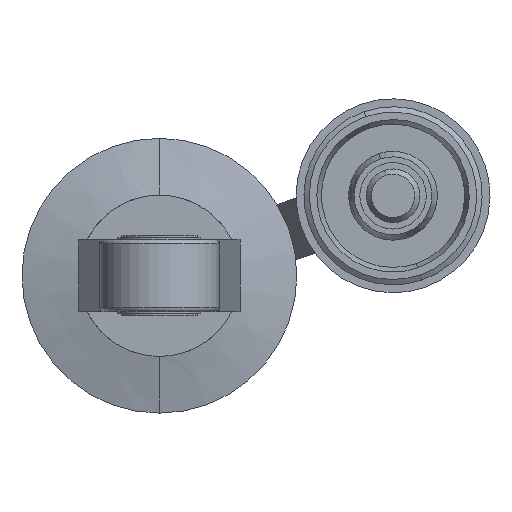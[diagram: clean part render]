
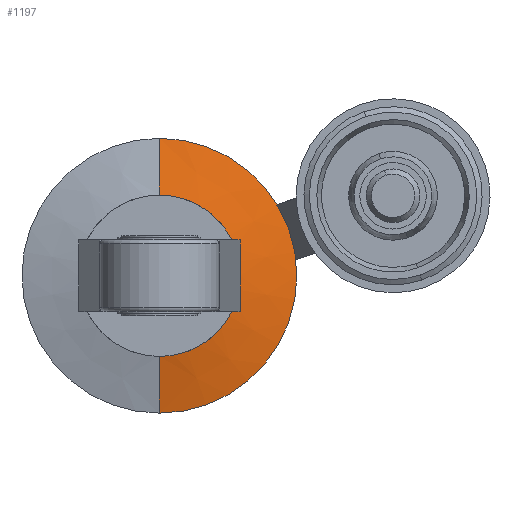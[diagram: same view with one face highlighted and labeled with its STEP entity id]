
A CAD part, front view. The second image highlights one B-rep face of the part: STEP entity #1197.
In plain terms, the highlighted conical face has half-angle 77.108 degrees and reference radius 20.25 mm.
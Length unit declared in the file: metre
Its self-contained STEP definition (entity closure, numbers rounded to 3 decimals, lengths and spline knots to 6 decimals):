
#201 = AXIS2_PLACEMENT_3D ( 'NONE', #1107, #9193, #10124 ) ;
#211 = CONICAL_SURFACE ( 'NONE', #4204, 0.02025, 1.346 ) ;
#237 = CARTESIAN_POINT ( 'NONE',  ( 0., 0.053101, -0.02025 ) ) ;
#968 = DIRECTION ( 'NONE',  ( 0., 0., -1. ) ) ;
#1107 = CARTESIAN_POINT ( 'NONE',  ( 0., 0.053101, 0. ) ) ;
#1197 = ADVANCED_FACE ( 'NONE', ( #3888 ), #211, .T. ) ;
#1783 = CIRCLE ( 'NONE', #5673, 0.0345 ) ;
#2375 = DIRECTION ( 'NONE',  ( 0., -1., 0. ) ) ;
#2399 = LINE ( 'NONE', #11276, #10022 ) ;
#2572 = CARTESIAN_POINT ( 'NONE',  ( 0., 0.056362, 0.0345 ) ) ;
#3212 = VERTEX_POINT ( 'NONE', #2572 ) ;
#3230 = DIRECTION ( 'NONE',  ( 0., 0., 1. ) ) ;
#3565 = VERTEX_POINT ( 'NONE', #10538 ) ;
#3615 = VERTEX_POINT ( 'NONE', #9245 ) ;
#3693 = DIRECTION ( 'NONE',  ( 0., 1., 0. ) ) ;
#3781 = CARTESIAN_POINT ( 'NONE',  ( 0., 0.053101, 0. ) ) ;
#3888 = FACE_OUTER_BOUND ( 'NONE', #7363, .T. ) ;
#4204 = AXIS2_PLACEMENT_3D ( 'NONE', #3781, #3693, #3230 ) ;
#4846 = VECTOR ( 'NONE', #5976, 1. ) ;
#5466 = CIRCLE ( 'NONE', #201, 0.02025 ) ;
#5673 = AXIS2_PLACEMENT_3D ( 'NONE', #9170, #2375, #968 ) ;
#5692 = VERTEX_POINT ( 'NONE', #237 ) ;
#5913 = EDGE_CURVE ( 'NONE', #5692, #3565, #5466, .T. ) ;
#5976 = DIRECTION ( 'NONE',  ( 0., 0.223, -0.975 ) ) ;
#6038 = EDGE_CURVE ( 'NONE', #5692, #3615, #7736, .T. ) ;
#6263 = ORIENTED_EDGE ( 'NONE', *, *, #5913, .F. ) ;
#6325 = ORIENTED_EDGE ( 'NONE', *, *, #6546, .F. ) ;
#6546 = EDGE_CURVE ( 'NONE', #3565, #3212, #2399, .T. ) ;
#6802 = EDGE_CURVE ( 'NONE', #3615, #3212, #1783, .T. ) ;
#7363 = EDGE_LOOP ( 'NONE', ( #6263, #10456, #8015, #6325 ) ) ;
#7697 = DIRECTION ( 'NONE',  ( 0., 0.223, 0.975 ) ) ;
#7736 = LINE ( 'NONE', #11812, #4846 ) ;
#8015 = ORIENTED_EDGE ( 'NONE', *, *, #6802, .T. ) ;
#9170 = CARTESIAN_POINT ( 'NONE',  ( 0., 0.056362, 0. ) ) ;
#9193 = DIRECTION ( 'NONE',  ( 0., -1., 0. ) ) ;
#9245 = CARTESIAN_POINT ( 'NONE',  ( 0., 0.056362, -0.0345 ) ) ;
#10022 = VECTOR ( 'NONE', #7697, 1. ) ;
#10124 = DIRECTION ( 'NONE',  ( 0., 0., -1. ) ) ;
#10456 = ORIENTED_EDGE ( 'NONE', *, *, #6038, .T. ) ;
#10538 = CARTESIAN_POINT ( 'NONE',  ( 0., 0.053101, 0.02025 ) ) ;
#11276 = CARTESIAN_POINT ( 'NONE',  ( 0., 0.053101, 0.02025 ) ) ;
#11812 = CARTESIAN_POINT ( 'NONE',  ( 0., 0.053101, -0.02025 ) ) ;
